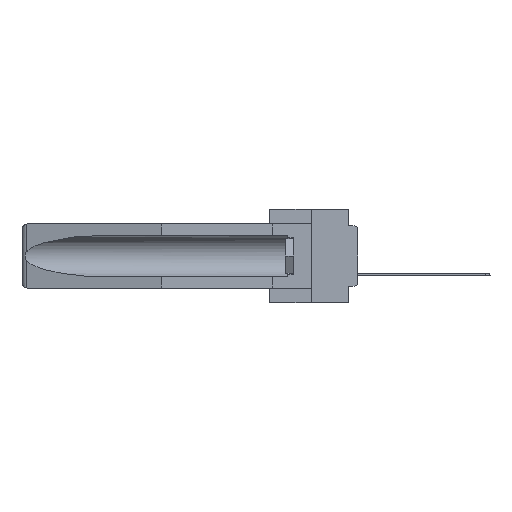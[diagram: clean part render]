
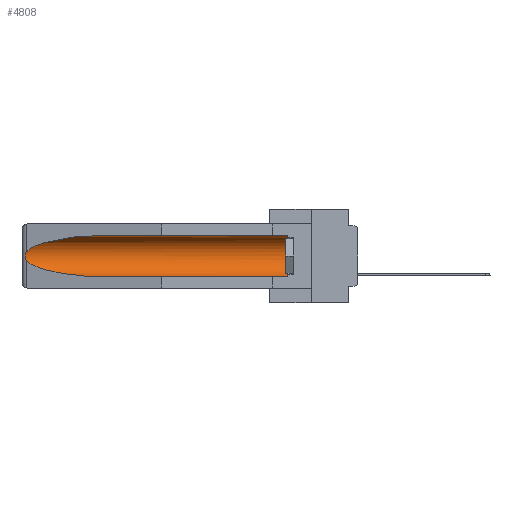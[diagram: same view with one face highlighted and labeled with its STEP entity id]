
A CAD part, left-side view. The second image highlights one B-rep face of the part: STEP entity #4808.
In plain terms, the highlighted cylindrical face has radius 2.857 mm (diameter 5.715 mm), a partial arc.
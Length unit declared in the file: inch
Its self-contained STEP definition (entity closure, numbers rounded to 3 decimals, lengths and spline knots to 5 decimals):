
#10 = ORIENTED_EDGE ( 'NONE', *, *, #8378, .T. ) ;
#393 = EDGE_LOOP ( 'NONE', ( #24665, #1020, #10, #24773, #15951, #8294 ) ) ;
#518 = EDGE_CURVE ( 'NONE', #14637, #25477, #6983, .T. ) ;
#1020 = ORIENTED_EDGE ( 'NONE', *, *, #21334, .T. ) ;
#1069 = CARTESIAN_POINT ( 'NONE',  ( 0.155, -0.30754, -0.059 ) ) ;
#2023 = DIRECTION ( 'NONE',  ( 0., 1., 0. ) ) ;
#2113 = CARTESIAN_POINT ( 'NONE',  ( 0.155, 1.07973, -0.284 ) ) ;
#2123 = VECTOR ( 'NONE', #13163, 39.37008 ) ;
#2506 = CIRCLE ( 'NONE', #26668, 0.1125 ) ;
#2926 = CARTESIAN_POINT ( 'NONE',  ( 0.155, 1.07973, -0.059 ) ) ;
#4808 = ADVANCED_FACE ( 'NONE', ( #4875 ), #7130, .F. ) ;
#4875 = FACE_OUTER_BOUND ( 'NONE', #393, .T. ) ;
#5421 = CARTESIAN_POINT ( 'NONE',  ( 0.2673, 1.5327, -0.16383 ) ) ;
#6193 = DIRECTION ( 'NONE',  ( 0., -1., 0. ) ) ;
#6983 = LINE ( 'NONE', #1069, #2123 ) ;
#7050 = CARTESIAN_POINT ( 'NONE',  ( 0.155, -0.30754, -0.1715 ) ) ;
#7130 = CYLINDRICAL_SURFACE ( 'NONE', #27068, 0.1125 ) ;
#7526 = CARTESIAN_POINT ( 'NONE',  ( 0.2675, 1.53308, -0.16763 ) ) ;
#7585 = CARTESIAN_POINT ( 'NONE',  ( 0.155, 1.07973, -0.284 ) ) ;
#8294 = ORIENTED_EDGE ( 'NONE', *, *, #518, .T. ) ;
#8378 = EDGE_CURVE ( 'NONE', #28379, #24074, #17177, .T. ) ;
#8725 = B_SPLINE_CURVE_WITH_KNOTS ( 'NONE', 3,
 ( #19795, #12518, #10171, #5421, #7526, #22261, #17117, #19510, #14615, #21854 ),
 .UNSPECIFIED., .F., .F.,
 ( 4, 2, 2, 2, 4 ),
 ( 0., 0.00029, 0.00058, 0.00087, 0.00117 ),
 .UNSPECIFIED. ) ;
#9498 = CARTESIAN_POINT ( 'NONE',  ( 0.26537, 1.52718, -0.19328 ) ) ;
#9692 = DIRECTION ( 'NONE',  ( 0., 0., 1. ) ) ;
#9777 = CARTESIAN_POINT ( 'NONE',  ( 0.21114, 1.30732, -0.059 ) ) ;
#10086 = CARTESIAN_POINT ( 'NONE',  ( 0.155, 0.126, -0.284 ) ) ;
#10171 = CARTESIAN_POINT ( 'NONE',  ( 0.26654, 1.53092, -0.15636 ) ) ;
#10645 = CARTESIAN_POINT ( 'NONE',  ( 0.25451, 1.48313, -0.09465 ) ) ;
#12518 = CARTESIAN_POINT ( 'NONE',  ( 0.26597, 1.52961, -0.15275 ) ) ;
#12580 = CARTESIAN_POINT ( 'NONE',  ( 0.155, 1.07973, -0.059 ) ) ;
#12780 = EDGE_CURVE ( 'NONE', #23218, #14637, #2506, .T. ) ;
#13163 = DIRECTION ( 'NONE',  ( 0., 1., 0. ) ) ;
#14124 = VERTEX_POINT ( 'NONE', #20660 ) ;
#14615 = CARTESIAN_POINT ( 'NONE',  ( 0.26597, 1.5296, -0.19026 ) ) ;
#14637 = VERTEX_POINT ( 'NONE', #16902 ) ;
#15137 = VECTOR ( 'NONE', #2023, 39.37008 ) ;
#15951 = ORIENTED_EDGE ( 'NONE', *, *, #12780, .T. ) ;
#16259 =( BOUNDED_CURVE ( )  B_SPLINE_CURVE ( 3, ( #2926, #9777, #10645, #29832 ),
 .UNSPECIFIED., .F., .F. ) 
 B_SPLINE_CURVE_WITH_KNOTS ( ( 4, 4 ),
 ( 4.71239, 6.08839 ),
 .UNSPECIFIED. ) 
 CURVE ( )  GEOMETRIC_REPRESENTATION_ITEM ( )  RATIONAL_B_SPLINE_CURVE ( ( 1., 0.848, 0.848, 1. ) ) 
 REPRESENTATION_ITEM ( '' )  );
#16902 = CARTESIAN_POINT ( 'NONE',  ( 0.155, 0.126, -0.059 ) ) ;
#17117 = CARTESIAN_POINT ( 'NONE',  ( 0.2673, 1.53269, -0.17917 ) ) ;
#17177 =( BOUNDED_CURVE ( )  B_SPLINE_CURVE ( 3, ( #9498, #30826, #28907, #7585 ),
 .UNSPECIFIED., .F., .F. ) 
 B_SPLINE_CURVE_WITH_KNOTS ( ( 4, 4 ),
 ( 0.1948, 1.5708 ),
 .UNSPECIFIED. ) 
 CURVE ( )  GEOMETRIC_REPRESENTATION_ITEM ( )  RATIONAL_B_SPLINE_CURVE ( ( 1., 0.848, 0.848, 1. ) ) 
 REPRESENTATION_ITEM ( '' )  );
#17634 = CARTESIAN_POINT ( 'NONE',  ( 0.26537, 1.52718, -0.19328 ) ) ;
#18473 = LINE ( 'NONE', #23449, #15137 ) ;
#19510 = CARTESIAN_POINT ( 'NONE',  ( 0.26655, 1.53094, -0.18657 ) ) ;
#19795 = CARTESIAN_POINT ( 'NONE',  ( 0.26537, 1.52718, -0.14972 ) ) ;
#20576 = EDGE_CURVE ( 'NONE', #23218, #24074, #18473, .T. ) ;
#20660 = CARTESIAN_POINT ( 'NONE',  ( 0.26537, 1.52718, -0.14972 ) ) ;
#21334 = EDGE_CURVE ( 'NONE', #14124, #28379, #8725, .T. ) ;
#21784 = DIRECTION ( 'NONE',  ( 0., 1., 0. ) ) ;
#21854 = CARTESIAN_POINT ( 'NONE',  ( 0.26537, 1.52718, -0.19328 ) ) ;
#22261 = CARTESIAN_POINT ( 'NONE',  ( 0.2675, 1.53308, -0.17534 ) ) ;
#22587 = CARTESIAN_POINT ( 'NONE',  ( 0.155, 0.126, -0.1715 ) ) ;
#22688 = DIRECTION ( 'NONE',  ( 0., 0., 1. ) ) ;
#23218 = VERTEX_POINT ( 'NONE', #10086 ) ;
#23449 = CARTESIAN_POINT ( 'NONE',  ( 0.155, -0.30754, -0.284 ) ) ;
#24074 = VERTEX_POINT ( 'NONE', #2113 ) ;
#24665 = ORIENTED_EDGE ( 'NONE', *, *, #28283, .T. ) ;
#24773 = ORIENTED_EDGE ( 'NONE', *, *, #20576, .F. ) ;
#25477 = VERTEX_POINT ( 'NONE', #12580 ) ;
#26668 = AXIS2_PLACEMENT_3D ( 'NONE', #22587, #6193, #22688 ) ;
#27068 = AXIS2_PLACEMENT_3D ( 'NONE', #7050, #21784, #9692 ) ;
#28283 = EDGE_CURVE ( 'NONE', #25477, #14124, #16259, .T. ) ;
#28379 = VERTEX_POINT ( 'NONE', #17634 ) ;
#28907 = CARTESIAN_POINT ( 'NONE',  ( 0.21114, 1.30732, -0.284 ) ) ;
#29832 = CARTESIAN_POINT ( 'NONE',  ( 0.26537, 1.52718, -0.14972 ) ) ;
#30826 = CARTESIAN_POINT ( 'NONE',  ( 0.25451, 1.48313, -0.24835 ) ) ;
